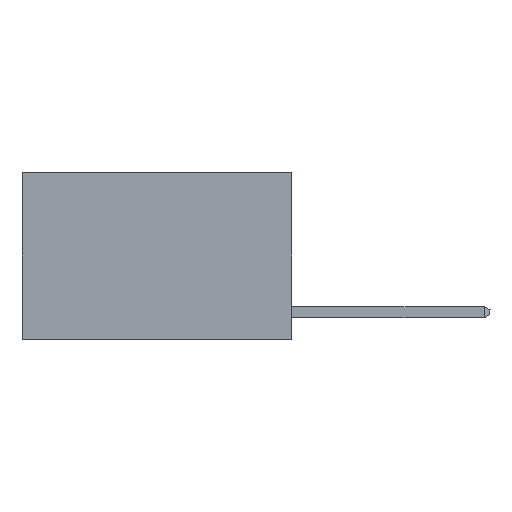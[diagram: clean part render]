
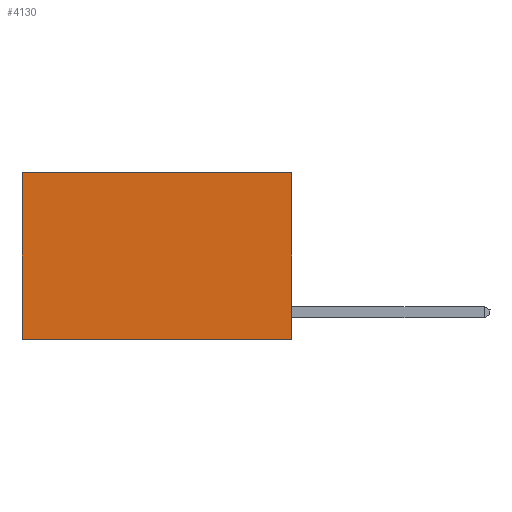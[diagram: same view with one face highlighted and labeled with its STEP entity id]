
A CAD part, left-side view. The second image highlights one B-rep face of the part: STEP entity #4130.
In plain terms, the highlighted planar face has unit normal (-1, 0, 0).
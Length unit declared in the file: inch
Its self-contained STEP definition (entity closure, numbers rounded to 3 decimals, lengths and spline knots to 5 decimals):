
#338 = DIRECTION ( 'NONE',  ( 0., 1., 0. ) ) ;
#843 = CARTESIAN_POINT ( 'NONE',  ( 0.2625, 0.6, 0. ) ) ;
#1102 = LINE ( 'NONE', #20723, #8132 ) ;
#1492 = EDGE_CURVE ( 'NONE', #23391, #18200, #14468, .T. ) ;
#1530 = DIRECTION ( 'NONE',  ( 1., 0., 0. ) ) ;
#1713 = AXIS2_PLACEMENT_3D ( 'NONE', #3530, #1530, #7037 ) ;
#3530 = CARTESIAN_POINT ( 'NONE',  ( 0.2625, 0., 0. ) ) ;
#4130 = ADVANCED_FACE ( 'NONE', ( #22264 ), #11055, .F. ) ;
#4169 = CARTESIAN_POINT ( 'NONE',  ( 0.2625, 0., 0. ) ) ;
#5886 = ORIENTED_EDGE ( 'NONE', *, *, #21125, .F. ) ;
#7037 = DIRECTION ( 'NONE',  ( 0., 0., -1. ) ) ;
#7515 = ORIENTED_EDGE ( 'NONE', *, *, #1492, .T. ) ;
#8103 = EDGE_LOOP ( 'NONE', ( #7515, #5886, #18175, #20412 ) ) ;
#8132 = VECTOR ( 'NONE', #338, 39.37008 ) ;
#9445 = VECTOR ( 'NONE', #15937, 39.37008 ) ;
#10453 = CARTESIAN_POINT ( 'NONE',  ( 0.2625, 0., -0.37 ) ) ;
#10642 = CARTESIAN_POINT ( 'NONE',  ( 0.2625, 0.6, -0.37 ) ) ;
#11029 = VECTOR ( 'NONE', #11967, 39.37008 ) ;
#11055 = PLANE ( 'NONE',  #1713 ) ;
#11967 = DIRECTION ( 'NONE',  ( 0., 0., -1. ) ) ;
#12561 = VERTEX_POINT ( 'NONE', #4169 ) ;
#12599 = CARTESIAN_POINT ( 'NONE',  ( 0.2625, 0., -0.37 ) ) ;
#12798 = EDGE_CURVE ( 'NONE', #12561, #23048, #16053, .T. ) ;
#14468 = LINE ( 'NONE', #843, #9445 ) ;
#15937 = DIRECTION ( 'NONE',  ( 0., 0., -1. ) ) ;
#16053 = LINE ( 'NONE', #17414, #11029 ) ;
#16495 = VECTOR ( 'NONE', #21639, 39.37008 ) ;
#17414 = CARTESIAN_POINT ( 'NONE',  ( 0.2625, 0., 0. ) ) ;
#17506 = EDGE_CURVE ( 'NONE', #12561, #23391, #1102, .T. ) ;
#18175 = ORIENTED_EDGE ( 'NONE', *, *, #12798, .F. ) ;
#18200 = VERTEX_POINT ( 'NONE', #10642 ) ;
#18259 = LINE ( 'NONE', #10453, #16495 ) ;
#19410 = CARTESIAN_POINT ( 'NONE',  ( 0.2625, 0.6, 0. ) ) ;
#20412 = ORIENTED_EDGE ( 'NONE', *, *, #17506, .T. ) ;
#20723 = CARTESIAN_POINT ( 'NONE',  ( 0.2625, 0., 0. ) ) ;
#21125 = EDGE_CURVE ( 'NONE', #23048, #18200, #18259, .T. ) ;
#21639 = DIRECTION ( 'NONE',  ( 0., 1., 0. ) ) ;
#22264 = FACE_OUTER_BOUND ( 'NONE', #8103, .T. ) ;
#23048 = VERTEX_POINT ( 'NONE', #12599 ) ;
#23391 = VERTEX_POINT ( 'NONE', #19410 ) ;
